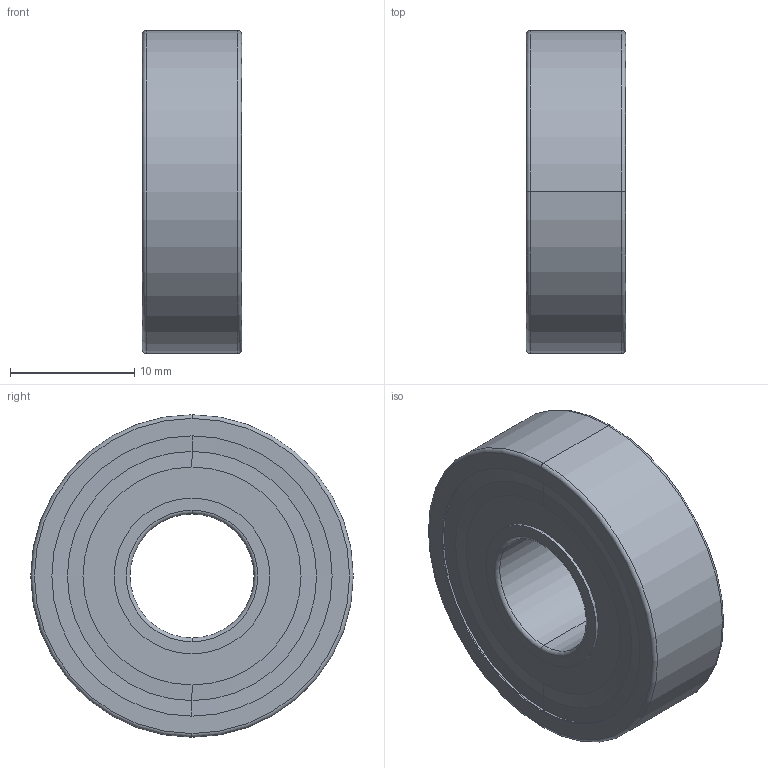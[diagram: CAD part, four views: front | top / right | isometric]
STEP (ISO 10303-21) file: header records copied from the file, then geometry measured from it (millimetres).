
FILE_DESCRIPTION (( 'STEP AP214' ), '1' );
FILE_NAME ('6000-2RSH.STEP', '2018-04-07T08:09:33', ( '' ), ( '' ), 'SwSTEP 2.0', 'SolidWorks 2017', '' );
FILE_SCHEMA (( 'AUTOMOTIVE_DESIGN' ));
Length unit declared in the file: millimetre
Products named in the file (4): 6000-2RSH_PART3; 6000-2RSH_PART2; 6000-2RSH_PART1; 6000-2RSH
Assembly tree (9 placements, depth 2):
  6000-2RSH
    6000-2RSH_PART1
    6000-2RSH_PART2
    6000-2RSH_PART3  x7
Bounding box: 8 x 26 x 26 mm (x, y, z)
Volume: 2325.7 mm3; surface area: 3985.2 mm2
Topology: 9 solids, 9 shells, 90 faces, 201 edges, 121 vertices
Faces by surface type: cylinder 24, torus 22, cone 20, sphere 14, plane 10
Entity records: 2490 total; most frequent: DIRECTION 444, CARTESIAN_POINT 332, ORIENTED_EDGE 308, AXIS2_PLACEMENT_3D 200, EDGE_CURVE 154, CIRCLE 110, EDGE_LOOP 88, VERTEX_POINT 88
